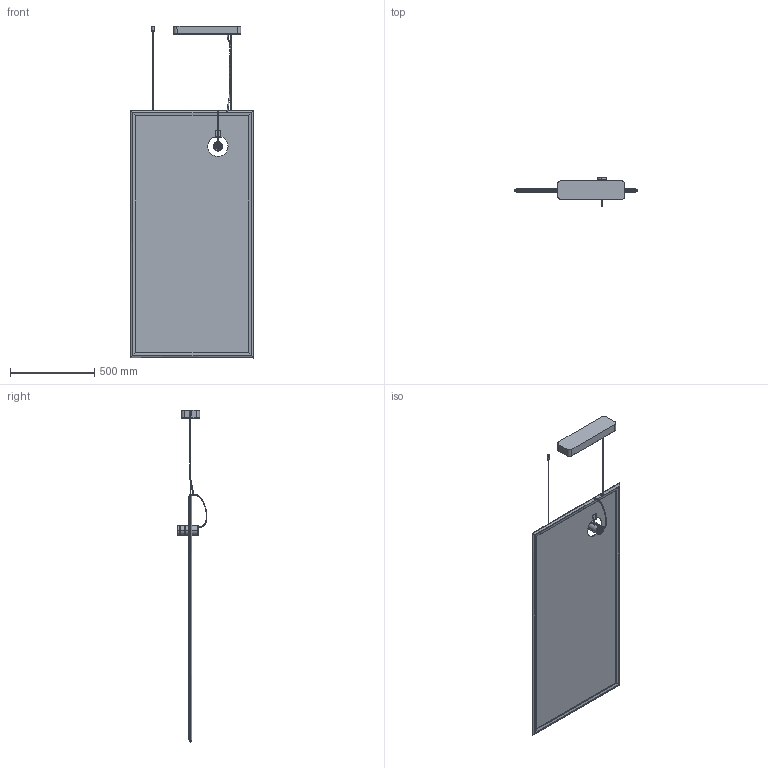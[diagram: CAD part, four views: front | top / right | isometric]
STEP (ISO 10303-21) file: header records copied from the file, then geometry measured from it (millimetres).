
FILE_DESCRIPTION(/* description */ (''),/* implementation_level */ '2;1');
FILE_NAME(/* name */ 'Discovery Spot Rectangular',/* time_stamp */ '2025-02-18T16:32:21+01:00',/* author */ (''),/* organization */ (''),/* preprocessor_version */ 'ST-DEVELOPER v16.5',/* originating_system */ 'Rhino 7.38',/* authorisation */ '');
FILE_SCHEMA (('AUTOMOTIVE_DESIGN'));
Length unit declared in the file: millimetre
Products named in the file (7): Document; Blocco 555; Blocco 525; Blocco 396; Blocco 369; Blocco 07 02; Blocco 304 01
Assembly tree (6 placements, depth 2):
  Document
    Blocco 555
    Blocco 525
    Blocco 396
    Blocco 369
    Blocco 07 02
    Blocco 304 01
Bounding box: 734.69 x 177.89 x 1969.11 mm (x, y, z)
Volume: 3446286.9 mm3; surface area: 2605307.5 mm2
Topology: 13 solids, 171 shells, 845 faces, 2359 edges, 1681 vertices
Faces by surface type: bspline 486, cylinder 192, plane 167
Entity records: 53164 total; most frequent: CARTESIAN_POINT 32492, ORIENTED_EDGE 3878, EDGE_CURVE 2340, VERTEX_POINT 1677, B_SPLINE_CURVE_WITH_KNOTS 1190, COLOUR_RGB 890, FILL_AREA_STYLE_COLOUR 890, FILL_AREA_STYLE 890
